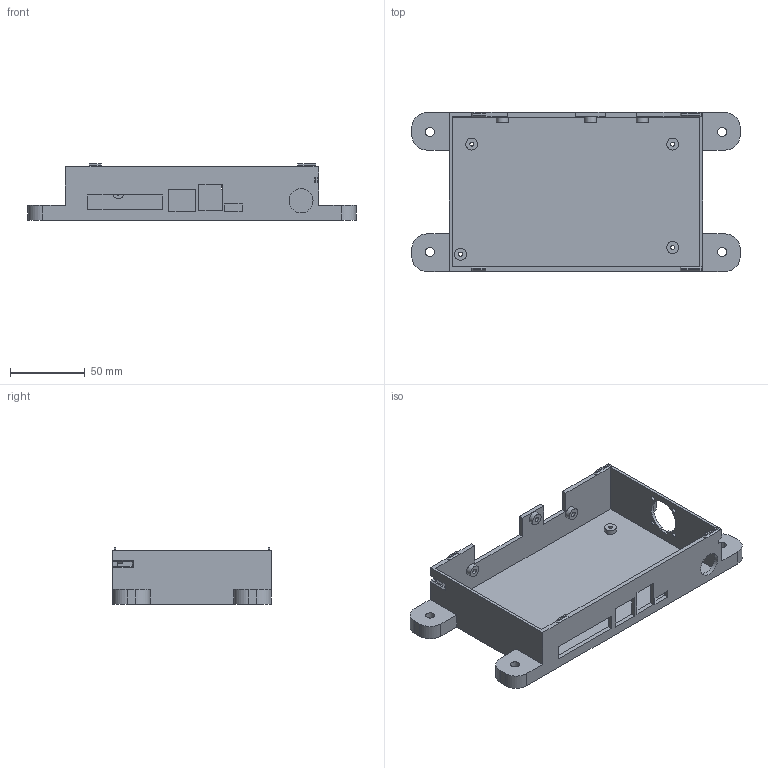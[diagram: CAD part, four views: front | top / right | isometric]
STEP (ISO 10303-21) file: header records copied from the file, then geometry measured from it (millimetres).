
FILE_DESCRIPTION(/* description */ (''),/* implementation_level */ '2;1');
FILE_NAME(/* name */ 'Base.step',/* time_stamp */ '2024-07-20T16:05:51+01:00',/* author */ (''),/* organization */ (''),/* preprocessor_version */ 'ST-DEVELOPER v20',/* originating_system */ 'Autodesk Translation Framework v13.14.0.145',/* authorisation */ '');
FILE_SCHEMA (('AUTOMOTIVE_DESIGN { 1 0 10303 214 3 1 1 }'));
Length unit declared in the file: millimetre
Products named in the file (1): Base
Bounding box: 219 x 106 x 38 mm (x, y, z)
Volume: 98645.3 mm3; surface area: 77541.7 mm2
Topology: 4 solids, 4 shells, 148 faces, 384 edges, 244 vertices
Faces by surface type: plane 113, cylinder 31, bspline 4
Full cylindrical faces by diameter (mm): 2.8 x4, 3.2 x6, 6 x4, 8 x7, 16 x1
Entity records: 5194 total; most frequent: CARTESIAN_POINT 1419, ORIENTED_EDGE 768, DIRECTION 732, EDGE_CURVE 384, LINE 310, VECTOR 310, VERTEX_POINT 244, AXIS2_PLACEMENT_3D 211
